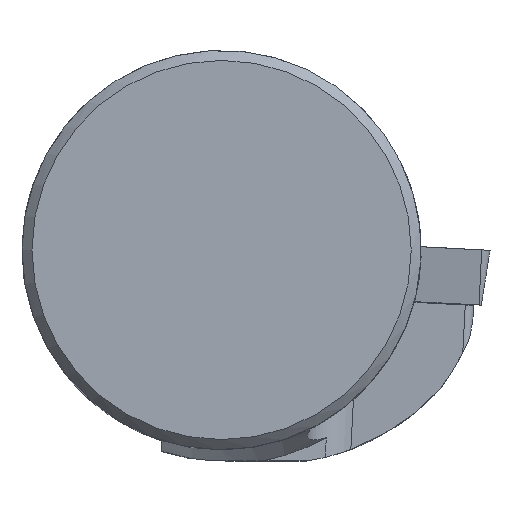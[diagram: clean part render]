
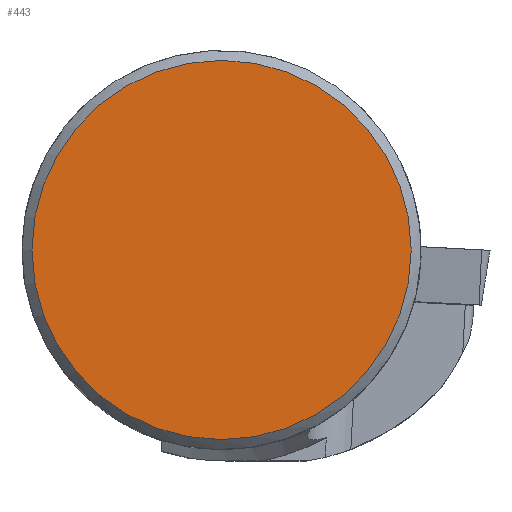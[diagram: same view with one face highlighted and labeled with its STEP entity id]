
A CAD part, top view. The second image highlights one B-rep face of the part: STEP entity #443.
In plain terms, the highlighted planar face has unit normal (0, 0, 1).
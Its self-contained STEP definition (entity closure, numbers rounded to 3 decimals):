
#123=PLANE('',#1460);
#378=FACE_OUTER_BOUND('',#592,.T.);
#443=ADVANCED_FACE('',(#378),#123,.T.);
#592=EDGE_LOOP('',(#890));
#890=ORIENTED_EDGE('',*,*,#1227,.F.);
#1062=VERTEX_POINT('',#2422);
#1227=EDGE_CURVE('',#1062,#1062,#1289,.T.);
#1289=CIRCLE('',#1458,19.);
#1458=AXIS2_PLACEMENT_3D('',#2421,#1770,#1771);
#1460=AXIS2_PLACEMENT_3D('',#2424,#1774,#1775);
#1770=DIRECTION('',(0.,0.,-1.));
#1771=DIRECTION('',(-1.,0.,0.));
#1774=DIRECTION('',(0.,0.,1.));
#1775=DIRECTION('',(1.,0.,0.));
#2421=CARTESIAN_POINT('',(0.,0.,0.325));
#2422=CARTESIAN_POINT('',(-19.,0.,0.325));
#2424=CARTESIAN_POINT('',(0.,0.,0.325));
